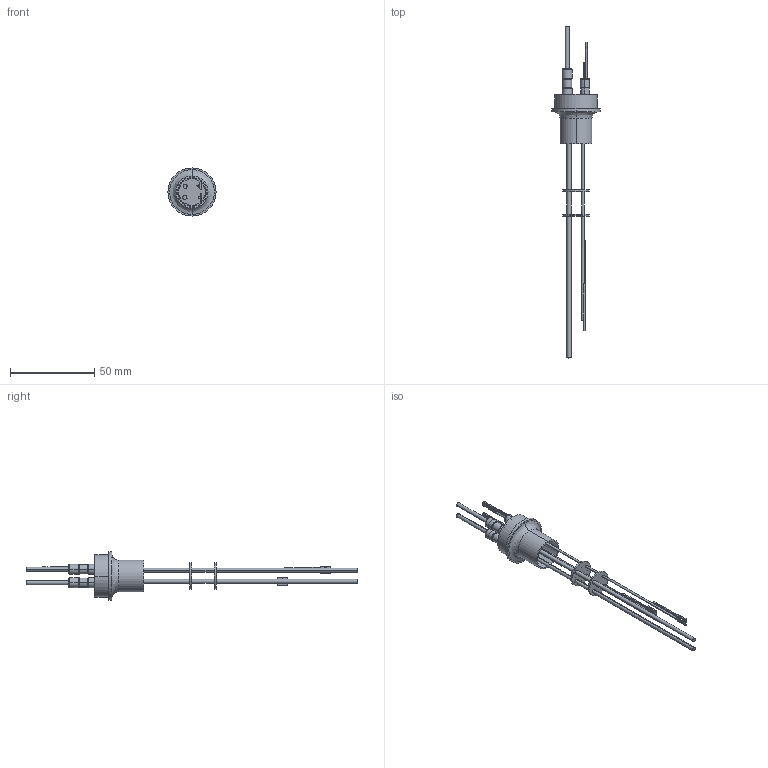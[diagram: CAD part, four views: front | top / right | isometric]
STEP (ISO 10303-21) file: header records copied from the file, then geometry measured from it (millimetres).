
FILE_DESCRIPTION (( 'STEP AP203' ), '1' );
FILE_NAME ('A0442-7-W.STEP', '2013-04-09T16:39:39', ( '' ), ( '' ), 'SwSTEP 2.0', 'SolidWorks 2012', '' );
FILE_SCHEMA (( 'CONFIG_CONTROL_DESIGN' ));
Length unit declared in the file: inch
Products named in the file (1): A0442-7-W
Bounding box: 28.57 x 196.97 x 28.57 mm (x, y, z)
Volume: 6788.4 mm3; surface area: 11882 mm2
Topology: 1 solids, 5 shells, 299 faces, 759 edges, 502 vertices
Faces by surface type: cylinder 152, plane 80, cone 35, bspline 32
Entity records: 9948 total; most frequent: CARTESIAN_POINT 2281, DIRECTION 1735, ORIENTED_EDGE 1518, EDGE_CURVE 759, AXIS2_PLACEMENT_3D 724, VERTEX_POINT 502, CIRCLE 456, EDGE_LOOP 369
